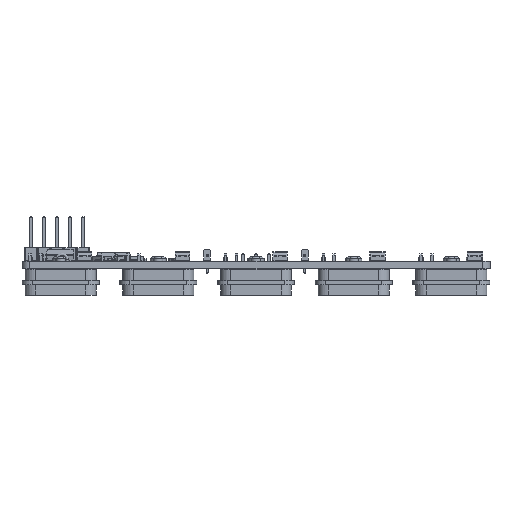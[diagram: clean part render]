
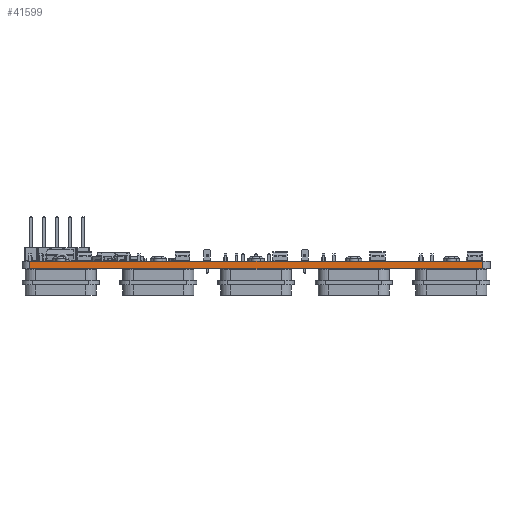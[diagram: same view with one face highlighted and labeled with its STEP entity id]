
A CAD part, left-side view. The second image highlights one B-rep face of the part: STEP entity #41599.
In plain terms, the highlighted planar face has unit normal (-1, 0, 0).
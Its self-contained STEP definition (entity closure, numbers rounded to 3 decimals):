
#35902 = VERTEX_POINT('',#35903);
#35903 = CARTESIAN_POINT('',(-45.5,44.,0.));
#35910 = EDGE_CURVE('',#35911,#35902,#35913,.T.);
#35911 = VERTEX_POINT('',#35912);
#35912 = CARTESIAN_POINT('',(-45.5,-44.,0.));
#35913 = LINE('',#35914,#35915);
#35914 = CARTESIAN_POINT('',(-45.5,-44.,0.));
#35915 = VECTOR('',#35916,1.);
#35916 = DIRECTION('',(0.,1.,0.));
#38737 = VERTEX_POINT('',#38738);
#38738 = CARTESIAN_POINT('',(-45.5,44.,1.51));
#38745 = EDGE_CURVE('',#38746,#38737,#38748,.T.);
#38746 = VERTEX_POINT('',#38747);
#38747 = CARTESIAN_POINT('',(-45.5,-44.,1.51));
#38748 = LINE('',#38749,#38750);
#38749 = CARTESIAN_POINT('',(-45.5,-44.,1.51));
#38750 = VECTOR('',#38751,1.);
#38751 = DIRECTION('',(0.,1.,0.));
#41569 = EDGE_CURVE('',#35902,#38737,#41570,.T.);
#41570 = LINE('',#41571,#41572);
#41571 = CARTESIAN_POINT('',(-45.5,44.,0.));
#41572 = VECTOR('',#41573,1.);
#41573 = DIRECTION('',(0.,0.,1.));
#41599 = ADVANCED_FACE('',(#41600),#41611,.T.);
#41600 = FACE_BOUND('',#41601,.T.);
#41601 = EDGE_LOOP('',(#41602,#41608,#41609,#41610));
#41602 = ORIENTED_EDGE('',*,*,#41603,.T.);
#41603 = EDGE_CURVE('',#35911,#38746,#41604,.T.);
#41604 = LINE('',#41605,#41606);
#41605 = CARTESIAN_POINT('',(-45.5,-44.,0.));
#41606 = VECTOR('',#41607,1.);
#41607 = DIRECTION('',(0.,0.,1.));
#41608 = ORIENTED_EDGE('',*,*,#38745,.T.);
#41609 = ORIENTED_EDGE('',*,*,#41569,.F.);
#41610 = ORIENTED_EDGE('',*,*,#35910,.F.);
#41611 = PLANE('',#41612);
#41612 = AXIS2_PLACEMENT_3D('',#41613,#41614,#41615);
#41613 = CARTESIAN_POINT('',(-45.5,-44.,0.));
#41614 = DIRECTION('',(-1.,0.,0.));
#41615 = DIRECTION('',(0.,1.,0.));
